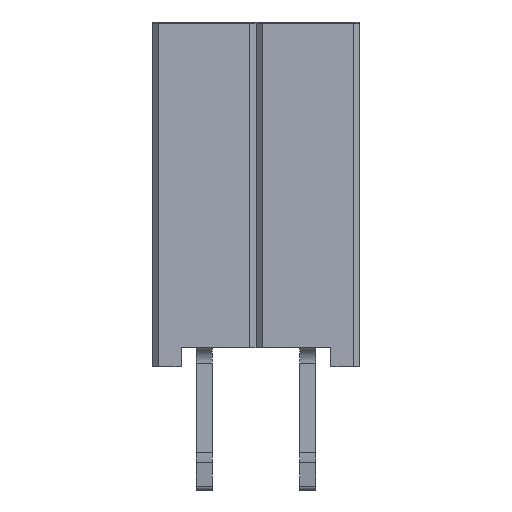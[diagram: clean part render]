
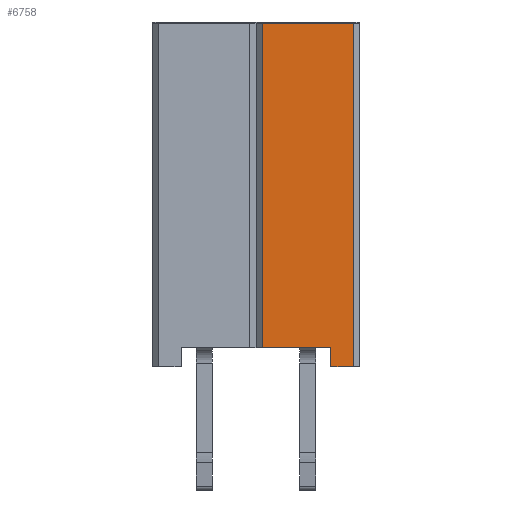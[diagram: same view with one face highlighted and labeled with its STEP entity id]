
A CAD part, left-side view. The second image highlights one B-rep face of the part: STEP entity #6758.
In plain terms, the highlighted planar face has unit normal (-1, 0, 0).
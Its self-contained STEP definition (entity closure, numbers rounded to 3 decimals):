
#646 = PLANE ( 'NONE',  #20714 ) ;
#1453 = EDGE_CURVE ( 'NONE', #16535, #29872, #34091, .T. ) ;
#3922 = CARTESIAN_POINT ( 'NONE',  ( -11.43, -0.57, 0.03 ) ) ;
#4211 = LINE ( 'NONE', #38532, #12888 ) ;
#6153 = VECTOR ( 'NONE', #34364, 1000. ) ;
#6758 = ADVANCED_FACE ( 'NONE', ( #71025 ), #646, .F. ) ;
#7286 = VECTOR ( 'NONE', #50476, 1000. ) ;
#8568 = VERTEX_POINT ( 'NONE', #40567 ) ;
#9607 = LINE ( 'NONE', #61381, #52688 ) ;
#12888 = VECTOR ( 'NONE', #61731, 1000. ) ;
#13723 = EDGE_CURVE ( 'NONE', #8568, #65776, #51409, .T. ) ;
#15409 = CARTESIAN_POINT ( 'NONE',  ( -11.43, -1.12, 8.47 ) ) ;
#16535 = VERTEX_POINT ( 'NONE', #26294 ) ;
#18909 = DIRECTION ( 'NONE',  ( 0., 0., -1. ) ) ;
#20714 = AXIS2_PLACEMENT_3D ( 'NONE', #30298, #70254, #18909 ) ;
#20824 = VERTEX_POINT ( 'NONE', #15409 ) ;
#22277 = CARTESIAN_POINT ( 'NONE',  ( -11.43, -1.12, 6. ) ) ;
#25309 = ORIENTED_EDGE ( 'NONE', *, *, #51043, .T. ) ;
#26294 = CARTESIAN_POINT ( 'NONE',  ( -11.43, -0.57, 0.5 ) ) ;
#29872 = VERTEX_POINT ( 'NONE', #3922 ) ;
#30298 = CARTESIAN_POINT ( 'NONE',  ( -11.43, 1.12, 6. ) ) ;
#33186 = CARTESIAN_POINT ( 'NONE',  ( -11.43, 1.12, 6. ) ) ;
#33235 = VECTOR ( 'NONE', #34080, 1000. ) ;
#34080 = DIRECTION ( 'NONE',  ( 0., 0., -1. ) ) ;
#34091 = LINE ( 'NONE', #39094, #7286 ) ;
#34364 = DIRECTION ( 'NONE',  ( 0., 1., 0. ) ) ;
#38532 = CARTESIAN_POINT ( 'NONE',  ( -11.43, 1.12, 0.5 ) ) ;
#39094 = CARTESIAN_POINT ( 'NONE',  ( -11.43, -0.57, 0.5 ) ) ;
#40503 = ORIENTED_EDGE ( 'NONE', *, *, #68492, .T. ) ;
#40567 = CARTESIAN_POINT ( 'NONE',  ( -11.43, 1.12, 8.47 ) ) ;
#42555 = EDGE_CURVE ( 'NONE', #29872, #46567, #9607, .T. ) ;
#45508 = EDGE_LOOP ( 'NONE', ( #68379, #40503, #61599, #25309, #67826, #50125 ) ) ;
#46567 = VERTEX_POINT ( 'NONE', #59718 ) ;
#50125 = ORIENTED_EDGE ( 'NONE', *, *, #42555, .T. ) ;
#50476 = DIRECTION ( 'NONE',  ( 0., 0., -1. ) ) ;
#51043 = EDGE_CURVE ( 'NONE', #65776, #16535, #4211, .T. ) ;
#51409 = LINE ( 'NONE', #33186, #59261 ) ;
#52688 = VECTOR ( 'NONE', #61010, 1000. ) ;
#56192 = CARTESIAN_POINT ( 'NONE',  ( -11.43, 1.12, 0.5 ) ) ;
#59261 = VECTOR ( 'NONE', #68916, 1000. ) ;
#59321 = EDGE_CURVE ( 'NONE', #20824, #46567, #74421, .T. ) ;
#59718 = CARTESIAN_POINT ( 'NONE',  ( -11.43, -1.12, 0.03 ) ) ;
#61010 = DIRECTION ( 'NONE',  ( 0., -1., 0. ) ) ;
#61381 = CARTESIAN_POINT ( 'NONE',  ( -11.43, -0.57, 0.03 ) ) ;
#61599 = ORIENTED_EDGE ( 'NONE', *, *, #13723, .T. ) ;
#61731 = DIRECTION ( 'NONE',  ( 0., -1., 0. ) ) ;
#65776 = VERTEX_POINT ( 'NONE', #56192 ) ;
#67826 = ORIENTED_EDGE ( 'NONE', *, *, #1453, .T. ) ;
#68379 = ORIENTED_EDGE ( 'NONE', *, *, #59321, .F. ) ;
#68492 = EDGE_CURVE ( 'NONE', #20824, #8568, #70079, .T. ) ;
#68916 = DIRECTION ( 'NONE',  ( 0., 0., -1. ) ) ;
#69330 = CARTESIAN_POINT ( 'NONE',  ( -11.43, 1.12, 8.47 ) ) ;
#70079 = LINE ( 'NONE', #69330, #6153 ) ;
#70254 = DIRECTION ( 'NONE',  ( 1., 0., 0. ) ) ;
#71025 = FACE_OUTER_BOUND ( 'NONE', #45508, .T. ) ;
#74421 = LINE ( 'NONE', #22277, #33235 ) ;
